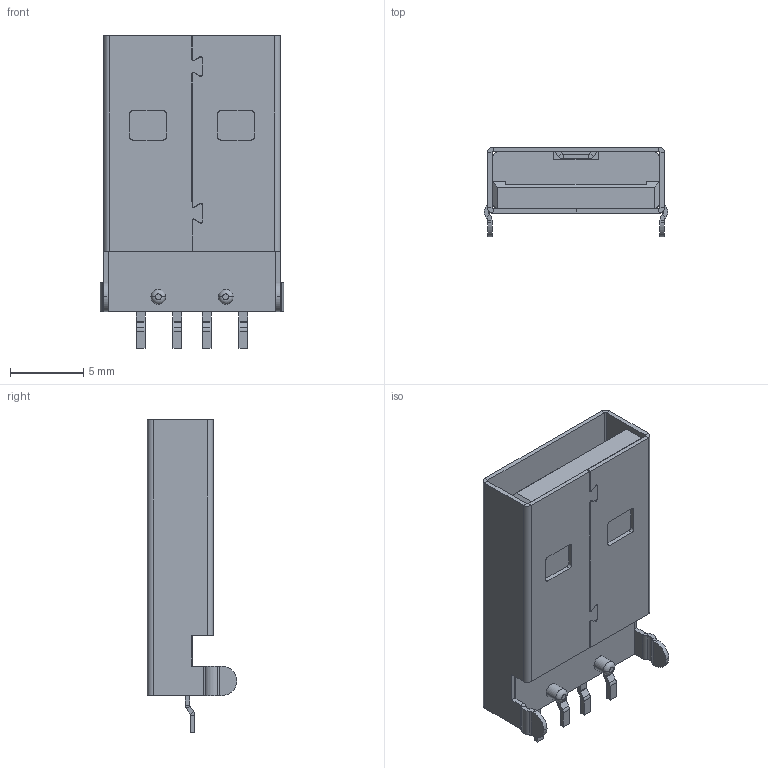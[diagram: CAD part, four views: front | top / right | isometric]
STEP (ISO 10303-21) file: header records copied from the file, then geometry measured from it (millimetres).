
FILE_DESCRIPTION (( 'STEP AP214' ), '1' );
FILE_NAME ('1001-011-01101.STEP', '2021-03-14T09:36:45', ( '' ), ( '' ), 'SwSTEP 2.0', 'SolidWorks 2017', '' );
FILE_SCHEMA (( 'AUTOMOTIVE_DESIGN' ));
Length unit declared in the file: millimetre
Products named in the file (2): 1001-011-01101
Assembly tree (1 placements, depth 2):
  1001-011-01101
    1001-011-01101
Bounding box: 12.5 x 6.1 x 21.3 mm (x, y, z)
Volume: 716.2 mm3; surface area: 1758.1 mm2
Topology: 6 solids, 6 shells, 389 faces, 939 edges, 566 vertices
Faces by surface type: plane 295, cylinder 90, torus 4
Entity records: 11192 total; most frequent: CARTESIAN_POINT 1952, DIRECTION 1891, ORIENTED_EDGE 1878, EDGE_CURVE 939, VECTOR 737, LINE 737, AXIS2_PLACEMENT_3D 577, VERTEX_POINT 566
